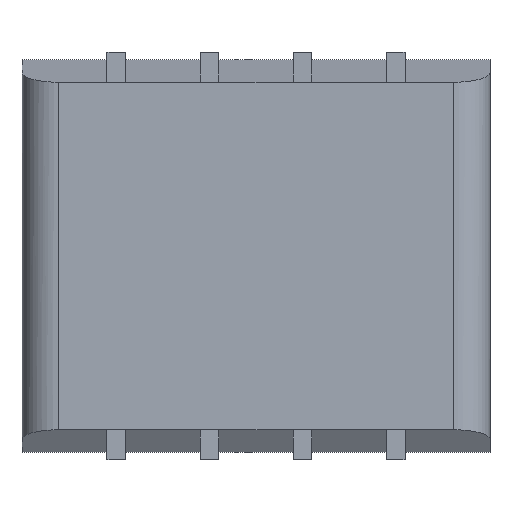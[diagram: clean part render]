
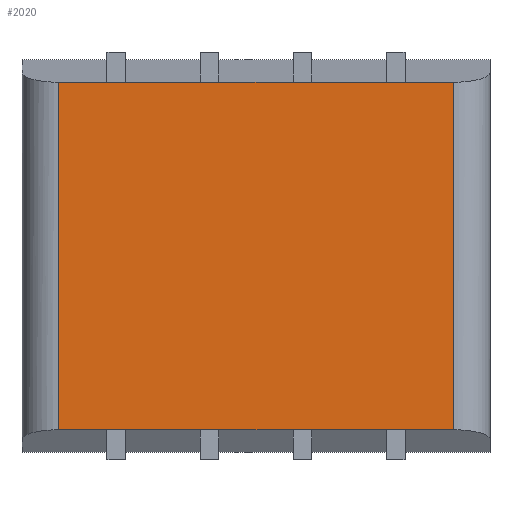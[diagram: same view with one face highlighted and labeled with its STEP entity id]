
A CAD part, front view. The second image highlights one B-rep face of the part: STEP entity #2020.
In plain terms, the highlighted planar face has unit normal (0, -1, 0).
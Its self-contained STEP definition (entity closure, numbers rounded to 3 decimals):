
#16 = LINE ( 'NONE', #134, #628 ) ;
#38 = VERTEX_POINT ( 'NONE', #417 ) ;
#72 = VERTEX_POINT ( 'NONE', #2194 ) ;
#134 = CARTESIAN_POINT ( 'NONE',  ( 5.375, -2.3, 4.734 ) ) ;
#141 = VECTOR ( 'NONE', #1841, 1000. ) ;
#176 = VERTEX_POINT ( 'NONE', #469 ) ;
#197 = VECTOR ( 'NONE', #337, 1000. ) ;
#255 = VERTEX_POINT ( 'NONE', #1430 ) ;
#317 = VECTOR ( 'NONE', #714, 1000. ) ;
#323 = EDGE_LOOP ( 'NONE', ( #1807, #2358, #1071, #834 ) ) ;
#337 = DIRECTION ( 'NONE',  ( -1., 0., 0. ) ) ;
#417 = CARTESIAN_POINT ( 'NONE',  ( -5.375, -2.3, -4.734 ) ) ;
#469 = CARTESIAN_POINT ( 'NONE',  ( -5.375, -2.3, 4.734 ) ) ;
#482 = DIRECTION ( 'NONE',  ( 0., 1., 0. ) ) ;
#628 = VECTOR ( 'NONE', #1797, 1000. ) ;
#714 = DIRECTION ( 'NONE',  ( 1., 0., 0. ) ) ;
#834 = ORIENTED_EDGE ( 'NONE', *, *, #2188, .T. ) ;
#905 = LINE ( 'NONE', #1271, #317 ) ;
#960 = EDGE_CURVE ( 'NONE', #176, #38, #1424, .T. ) ;
#1071 = ORIENTED_EDGE ( 'NONE', *, *, #2158, .F. ) ;
#1161 = CARTESIAN_POINT ( 'NONE',  ( 0., -2.3, 0. ) ) ;
#1271 = CARTESIAN_POINT ( 'NONE',  ( 6.375, -2.3, 4.734 ) ) ;
#1295 = CARTESIAN_POINT ( 'NONE',  ( -5.375, -2.3, 0. ) ) ;
#1424 = LINE ( 'NONE', #1295, #141 ) ;
#1430 = CARTESIAN_POINT ( 'NONE',  ( 5.375, -2.3, 4.734 ) ) ;
#1647 = LINE ( 'NONE', #2138, #197 ) ;
#1665 = AXIS2_PLACEMENT_3D ( 'NONE', #1161, #482, #1730 ) ;
#1730 = DIRECTION ( 'NONE',  ( 0., 0., 1. ) ) ;
#1797 = DIRECTION ( 'NONE',  ( 0., 0., 1. ) ) ;
#1807 = ORIENTED_EDGE ( 'NONE', *, *, #2262, .F. ) ;
#1841 = DIRECTION ( 'NONE',  ( 0., 0., -1. ) ) ;
#2020 = ADVANCED_FACE ( 'NONE', ( #2023 ), #2280, .F. ) ;
#2023 = FACE_OUTER_BOUND ( 'NONE', #323, .T. ) ;
#2138 = CARTESIAN_POINT ( 'NONE',  ( -6.375, -2.3, -4.734 ) ) ;
#2158 = EDGE_CURVE ( 'NONE', #72, #38, #1647, .T. ) ;
#2188 = EDGE_CURVE ( 'NONE', #72, #255, #16, .T. ) ;
#2194 = CARTESIAN_POINT ( 'NONE',  ( 5.375, -2.3, -4.734 ) ) ;
#2262 = EDGE_CURVE ( 'NONE', #176, #255, #905, .T. ) ;
#2280 = PLANE ( 'NONE',  #1665 ) ;
#2358 = ORIENTED_EDGE ( 'NONE', *, *, #960, .T. ) ;
